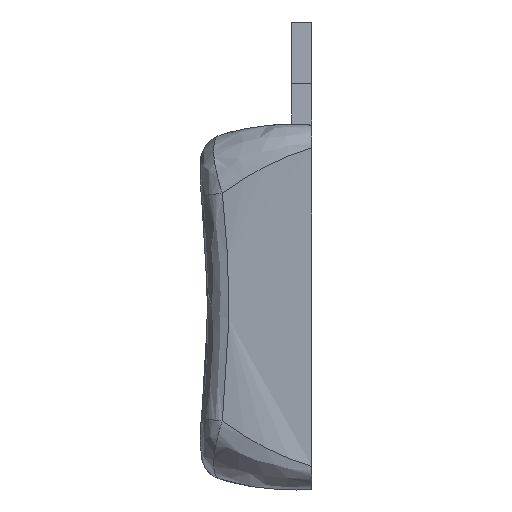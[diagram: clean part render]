
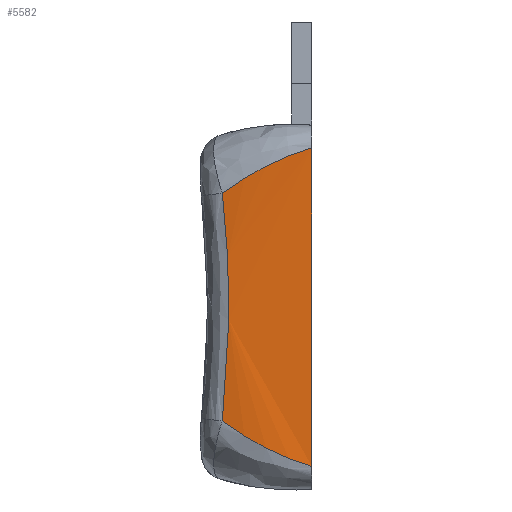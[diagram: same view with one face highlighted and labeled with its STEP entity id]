
A CAD part, left-side view. The second image highlights one B-rep face of the part: STEP entity #5582.
In plain terms, the highlighted free-form (B-spline) face has degree [2, 1] with [3, 2] control points.
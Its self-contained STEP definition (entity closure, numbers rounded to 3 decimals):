
#21=(
BOUNDED_SURFACE()
B_SPLINE_SURFACE(2,1,((#15161,#15162),(#15163,#15164),(#15165,#15166)),
 .UNSPECIFIED.,.F.,.F.,.F.)
B_SPLINE_SURFACE_WITH_KNOTS((3,3),(2,2),(-0.164,0.048),
(0.,1.87),.UNSPECIFIED.)
GEOMETRIC_REPRESENTATION_ITEM()
RATIONAL_B_SPLINE_SURFACE(((1.,1.),(0.994,0.994),
(1.,1.)))
REPRESENTATION_ITEM('')
SURFACE()
);
#562=FACE_OUTER_BOUND('',#904,.T.);
#904=EDGE_LOOP('',(#5035,#5036,#5037,#5038,#5039,#5040));
#1351=B_SPLINE_CURVE_WITH_KNOTS('',3,(#15093,#15094,#15095,#15096,#15097,
#15098),.UNSPECIFIED.,.F.,.F.,(4,2,4),(-0.107,0.,0.256),
 .UNSPECIFIED.);
#1352=B_SPLINE_CURVE_WITH_KNOTS('',3,(#15100,#15101,#15102,#15103),
 .UNSPECIFIED.,.F.,.F.,(4,4),(0.256,0.385),
 .UNSPECIFIED.);
#1354=B_SPLINE_CURVE_WITH_KNOTS('',3,(#15169,#15170,#15171,#15172),
 .UNSPECIFIED.,.F.,.F.,(4,4),(0.033,0.162),
 .UNSPECIFIED.);
#1355=B_SPLINE_CURVE_WITH_KNOTS('',3,(#15173,#15174,#15175,#15176,#15177,
#15178,#15179,#15180,#15181,#15182,#15183,#15184,#15185,#15186,#15187,#15188,
#15189,#15190,#15191,#15192,#15193,#15194,#15195,#15196,#15197),
 .UNSPECIFIED.,.F.,.F.,(4,3,3,3,3,3,3,3,4),(-1.116,-0.974,
-0.833,-0.691,-0.549,-0.408,
-0.266,-0.124,0.),.UNSPECIFIED.);
#1356=B_SPLINE_CURVE_WITH_KNOTS('',3,(#15198,#15199,#15200,#15201,#15202,
#15203),.UNSPECIFIED.,.F.,.F.,(4,2,4),(0.162,0.418,
0.524),.UNSPECIFIED.);
#1441=LINE('',#9319,#1749);
#1749=VECTOR('',#6329,10.);
#2231=VERTEX_POINT('',#9305);
#2232=VERTEX_POINT('',#9318);
#2608=VERTEX_POINT('',#15092);
#2609=VERTEX_POINT('',#15099);
#2611=VERTEX_POINT('',#15167);
#2612=VERTEX_POINT('',#15168);
#2842=EDGE_CURVE('',#2231,#2232,#1441,.F.);
#3437=EDGE_CURVE('',#2232,#2608,#1351,.T.);
#3438=EDGE_CURVE('',#2608,#2609,#1352,.T.);
#3441=EDGE_CURVE('',#2611,#2612,#1354,.T.);
#3442=EDGE_CURVE('',#2609,#2611,#1355,.T.);
#3443=EDGE_CURVE('',#2612,#2231,#1356,.T.);
#5035=ORIENTED_EDGE('',*,*,#3441,.F.);
#5036=ORIENTED_EDGE('',*,*,#3442,.F.);
#5037=ORIENTED_EDGE('',*,*,#3438,.F.);
#5038=ORIENTED_EDGE('',*,*,#3437,.F.);
#5039=ORIENTED_EDGE('',*,*,#2842,.F.);
#5040=ORIENTED_EDGE('',*,*,#3443,.F.);
#5582=ADVANCED_FACE('',(#562),#21,.T.);
#6329=DIRECTION('',(0.,0.,1.));
#9305=CARTESIAN_POINT('',(-11.157,2.5,7.79));
#9318=CARTESIAN_POINT('',(-11.157,2.5,-7.79));
#9319=CARTESIAN_POINT('',(-11.157,2.5,0.));
#15092=CARTESIAN_POINT('',(-11.027,5.8,-6.306));
#15093=CARTESIAN_POINT('Ctrl Pts',(-11.157,2.5,-7.79));
#15094=CARTESIAN_POINT('Ctrl Pts',(-11.178,2.837,-7.691));
#15095=CARTESIAN_POINT('Ctrl Pts',(-11.187,3.17,-7.578));
#15096=CARTESIAN_POINT('Ctrl Pts',(-11.188,4.291,-7.144));
#15097=CARTESIAN_POINT('Ctrl Pts',(-11.129,5.065,-6.758));
#15098=CARTESIAN_POINT('Ctrl Pts',(-11.027,5.8,-6.306));
#15099=CARTESIAN_POINT('',(-10.841,6.882,-5.571));
#15100=CARTESIAN_POINT('Ctrl Pts',(-11.027,5.8,-6.305));
#15101=CARTESIAN_POINT('Ctrl Pts',(-10.975,6.171,-6.077));
#15102=CARTESIAN_POINT('Ctrl Pts',(-10.913,6.533,-5.832));
#15103=CARTESIAN_POINT('Ctrl Pts',(-10.841,6.882,-5.571));
#15161=CARTESIAN_POINT('Ctrl Pts',(-10.841,6.882,-7.79));
#15162=CARTESIAN_POINT('Ctrl Pts',(-10.841,6.882,10.906));
#15163=CARTESIAN_POINT('Ctrl Pts',(-11.29,4.704,-7.79));
#15164=CARTESIAN_POINT('Ctrl Pts',(-11.29,4.704,10.906));
#15165=CARTESIAN_POINT('Ctrl Pts',(-11.157,2.5,-7.79));
#15166=CARTESIAN_POINT('Ctrl Pts',(-11.157,2.5,10.906));
#15167=CARTESIAN_POINT('',(-10.841,6.882,5.571));
#15168=CARTESIAN_POINT('',(-11.027,5.8,6.305));
#15169=CARTESIAN_POINT('Ctrl Pts',(-10.841,6.882,5.571));
#15170=CARTESIAN_POINT('Ctrl Pts',(-10.913,6.533,5.831));
#15171=CARTESIAN_POINT('Ctrl Pts',(-10.975,6.171,6.077));
#15172=CARTESIAN_POINT('Ctrl Pts',(-11.027,5.8,6.305));
#15173=CARTESIAN_POINT('Ctrl Pts',(-10.841,6.882,-5.571));
#15174=CARTESIAN_POINT('Ctrl Pts',(-10.852,6.828,-5.1));
#15175=CARTESIAN_POINT('Ctrl Pts',(-10.861,6.781,-4.629));
#15176=CARTESIAN_POINT('Ctrl Pts',(-10.869,6.74,-4.158));
#15177=CARTESIAN_POINT('Ctrl Pts',(-10.877,6.7,-3.687));
#15178=CARTESIAN_POINT('Ctrl Pts',(-10.884,6.666,-3.215));
#15179=CARTESIAN_POINT('Ctrl Pts',(-10.889,6.64,-2.743));
#15180=CARTESIAN_POINT('Ctrl Pts',(-10.894,6.613,-2.271));
#15181=CARTESIAN_POINT('Ctrl Pts',(-10.898,6.593,-1.799));
#15182=CARTESIAN_POINT('Ctrl Pts',(-10.9,6.58,-1.327));
#15183=CARTESIAN_POINT('Ctrl Pts',(-10.902,6.567,-0.855));
#15184=CARTESIAN_POINT('Ctrl Pts',(-10.904,6.561,-0.383));
#15185=CARTESIAN_POINT('Ctrl Pts',(-10.903,6.562,0.089));
#15186=CARTESIAN_POINT('Ctrl Pts',(-10.903,6.563,0.562));
#15187=CARTESIAN_POINT('Ctrl Pts',(-10.902,6.571,1.034));
#15188=CARTESIAN_POINT('Ctrl Pts',(-10.899,6.586,1.506));
#15189=CARTESIAN_POINT('Ctrl Pts',(-10.896,6.6,1.978));
#15190=CARTESIAN_POINT('Ctrl Pts',(-10.892,6.622,2.451));
#15191=CARTESIAN_POINT('Ctrl Pts',(-10.887,6.65,2.922));
#15192=CARTESIAN_POINT('Ctrl Pts',(-10.881,6.678,3.395));
#15193=CARTESIAN_POINT('Ctrl Pts',(-10.874,6.714,3.867));
#15194=CARTESIAN_POINT('Ctrl Pts',(-10.866,6.756,4.338));
#15195=CARTESIAN_POINT('Ctrl Pts',(-10.859,6.793,4.749));
#15196=CARTESIAN_POINT('Ctrl Pts',(-10.85,6.835,5.16));
#15197=CARTESIAN_POINT('Ctrl Pts',(-10.841,6.882,5.571));
#15198=CARTESIAN_POINT('Ctrl Pts',(-11.027,5.8,6.306));
#15199=CARTESIAN_POINT('Ctrl Pts',(-11.129,5.065,6.758));
#15200=CARTESIAN_POINT('Ctrl Pts',(-11.188,4.291,7.144));
#15201=CARTESIAN_POINT('Ctrl Pts',(-11.187,3.17,7.578));
#15202=CARTESIAN_POINT('Ctrl Pts',(-11.178,2.837,7.691));
#15203=CARTESIAN_POINT('Ctrl Pts',(-11.157,2.5,7.79));
